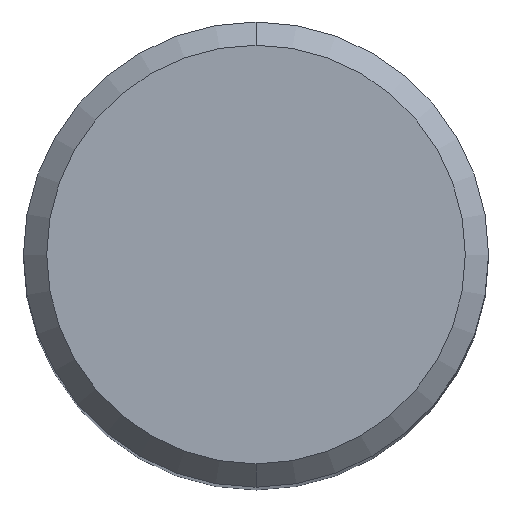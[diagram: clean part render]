
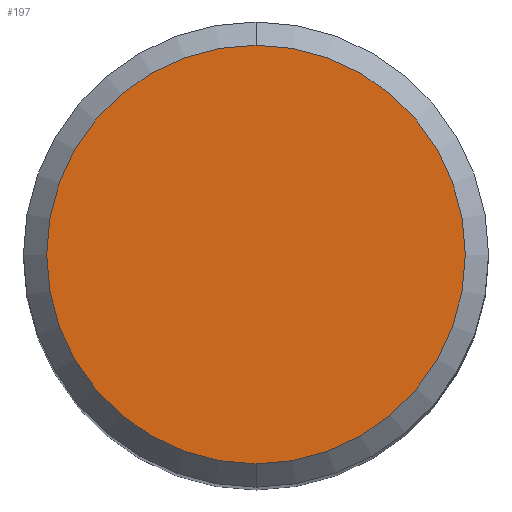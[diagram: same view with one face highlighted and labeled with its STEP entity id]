
A CAD part, top view. The second image highlights one B-rep face of the part: STEP entity #197.
In plain terms, the highlighted planar face has unit normal (0, 0, 1).
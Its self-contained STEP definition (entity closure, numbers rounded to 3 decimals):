
#145=EDGE_CURVE('',#213,#223,#301,.T.);
#197=ADVANCED_FACE('',(#359),#360,.T.);
#213=VERTEX_POINT('',#378);
#221=EDGE_CURVE('',#223,#213,#387,.T.);
#223=VERTEX_POINT('',#389);
#301=CIRCLE('',#484,5.4);
#359=FACE_OUTER_BOUND('',#557,.T.);
#360=PLANE('',#558);
#378=CARTESIAN_POINT('',(0.,-5.4,0.0));
#387=CIRCLE('',#588,5.4);
#389=CARTESIAN_POINT('',(0.0,5.4,0.0));
#484=AXIS2_PLACEMENT_3D('',#660,#661,#662);
#557=EDGE_LOOP('',(#740,#741));
#558=AXIS2_PLACEMENT_3D('',#742,#743,#744);
#588=AXIS2_PLACEMENT_3D('',#773,#774,#775);
#660=CARTESIAN_POINT('',(0.0,0.0,0.0));
#661=DIRECTION('',(0.0,0.0,-1.0));
#662=DIRECTION('',(0.0,1.0,0.0));
#740=ORIENTED_EDGE('',*,*,#221,.F.);
#741=ORIENTED_EDGE('',*,*,#145,.F.);
#742=CARTESIAN_POINT('',(0.0,2.7,0.0));
#743=DIRECTION('',(-0.0,0.0,1.0));
#744=DIRECTION('',(0.0,-1.0,0.0));
#773=CARTESIAN_POINT('',(0.0,0.0,0.0));
#774=DIRECTION('',(0.0,0.0,-1.0));
#775=DIRECTION('',(0.0,1.0,0.0));
